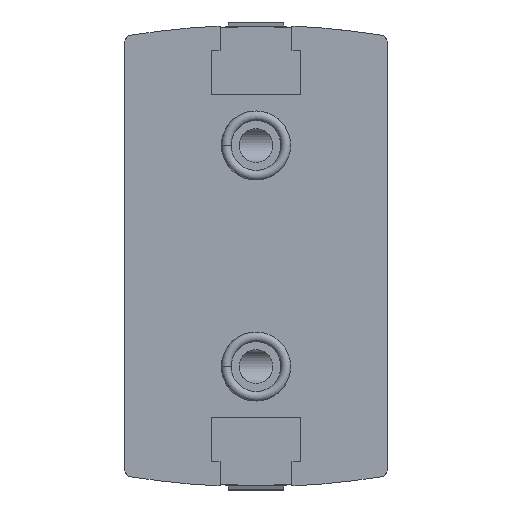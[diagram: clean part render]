
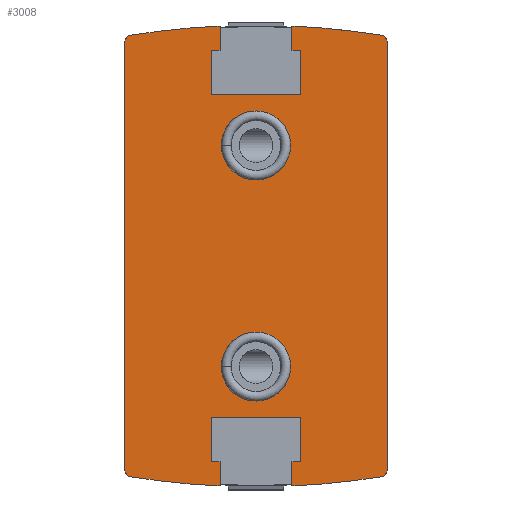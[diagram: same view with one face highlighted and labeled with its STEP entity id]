
A CAD part, front view. The second image highlights one B-rep face of the part: STEP entity #3008.
In plain terms, the highlighted planar face has unit normal (0, -1, 0).
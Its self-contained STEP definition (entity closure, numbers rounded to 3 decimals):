
#80=LINE('',#4147,#233);
#120=LINE('',#4397,#273);
#125=LINE('',#4415,#278);
#129=LINE('',#4423,#282);
#132=LINE('',#4429,#285);
#135=LINE('',#4435,#288);
#138=LINE('',#4441,#291);
#141=LINE('',#4447,#294);
#144=LINE('',#4458,#297);
#148=LINE('',#4470,#301);
#151=LINE('',#4476,#304);
#154=LINE('',#4482,#307);
#157=LINE('',#4488,#310);
#160=LINE('',#4494,#313);
#163=LINE('',#4500,#316);
#166=LINE('',#4506,#319);
#233=VECTOR('',#3428,1000.);
#273=VECTOR('',#3588,1000.);
#278=VECTOR('',#3607,1000.);
#282=VECTOR('',#3613,1000.);
#285=VECTOR('',#3618,1000.);
#288=VECTOR('',#3623,1000.);
#291=VECTOR('',#3628,1000.);
#294=VECTOR('',#3633,1000.);
#297=VECTOR('',#3646,1000.);
#301=VECTOR('',#3660,1000.);
#304=VECTOR('',#3665,1000.);
#307=VECTOR('',#3670,1000.);
#310=VECTOR('',#3675,1000.);
#313=VECTOR('',#3680,1000.);
#316=VECTOR('',#3685,1000.);
#319=VECTOR('',#3690,1000.);
#403=PLANE('',#3225);
#701=ORIENTED_EDGE('',*,*,#1249,.F.);
#702=ORIENTED_EDGE('',*,*,#1250,.F.);
#703=ORIENTED_EDGE('',*,*,#1177,.F.);
#704=ORIENTED_EDGE('',*,*,#1242,.F.);
#705=ORIENTED_EDGE('',*,*,#1238,.F.);
#706=ORIENTED_EDGE('',*,*,#1235,.F.);
#707=ORIENTED_EDGE('',*,*,#1232,.F.);
#708=ORIENTED_EDGE('',*,*,#1229,.F.);
#709=ORIENTED_EDGE('',*,*,#1226,.F.);
#710=ORIENTED_EDGE('',*,*,#1223,.F.);
#711=ORIENTED_EDGE('',*,*,#1220,.F.);
#712=ORIENTED_EDGE('',*,*,#1218,.F.);
#713=ORIENTED_EDGE('',*,*,#1216,.F.);
#714=ORIENTED_EDGE('',*,*,#1214,.F.);
#715=ORIENTED_EDGE('',*,*,#1210,.F.);
#716=ORIENTED_EDGE('',*,*,#1099,.F.);
#717=ORIENTED_EDGE('',*,*,#1088,.F.);
#718=ORIENTED_EDGE('',*,*,#1208,.F.);
#719=ORIENTED_EDGE('',*,*,#1205,.F.);
#720=ORIENTED_EDGE('',*,*,#1202,.F.);
#721=ORIENTED_EDGE('',*,*,#1199,.F.);
#722=ORIENTED_EDGE('',*,*,#1196,.F.);
#723=ORIENTED_EDGE('',*,*,#1192,.F.);
#724=ORIENTED_EDGE('',*,*,#1189,.F.);
#725=ORIENTED_EDGE('',*,*,#1186,.F.);
#726=ORIENTED_EDGE('',*,*,#1183,.F.);
#1088=EDGE_CURVE('',#1397,#1398,#80,.T.);
#1099=EDGE_CURVE('',#1398,#1407,#1612,.T.);
#1177=EDGE_CURVE('',#1464,#1465,#1645,.T.);
#1183=EDGE_CURVE('',#1465,#1470,#120,.T.);
#1186=EDGE_CURVE('',#1470,#1472,#1649,.T.);
#1189=EDGE_CURVE('',#1472,#1474,#1651,.T.);
#1192=EDGE_CURVE('',#1474,#1476,#125,.T.);
#1196=EDGE_CURVE('',#1476,#1479,#129,.T.);
#1199=EDGE_CURVE('',#1479,#1481,#132,.T.);
#1202=EDGE_CURVE('',#1481,#1483,#135,.T.);
#1205=EDGE_CURVE('',#1483,#1485,#138,.T.);
#1208=EDGE_CURVE('',#1485,#1397,#141,.T.);
#1210=EDGE_CURVE('',#1407,#1487,#1653,.T.);
#1214=EDGE_CURVE('',#1487,#1490,#144,.T.);
#1216=EDGE_CURVE('',#1490,#1491,#1656,.T.);
#1218=EDGE_CURVE('',#1491,#1492,#1657,.T.);
#1220=EDGE_CURVE('',#1492,#1493,#148,.T.);
#1223=EDGE_CURVE('',#1493,#1495,#151,.T.);
#1226=EDGE_CURVE('',#1495,#1497,#154,.T.);
#1229=EDGE_CURVE('',#1497,#1499,#157,.T.);
#1232=EDGE_CURVE('',#1499,#1501,#160,.T.);
#1235=EDGE_CURVE('',#1501,#1503,#163,.T.);
#1238=EDGE_CURVE('',#1503,#1505,#166,.T.);
#1242=EDGE_CURVE('',#1505,#1464,#1658,.T.);
#1249=EDGE_CURVE('',#1512,#1512,#1664,.T.);
#1250=EDGE_CURVE('',#1513,#1513,#1665,.T.);
#1397=VERTEX_POINT('',#4146);
#1398=VERTEX_POINT('',#4148);
#1407=VERTEX_POINT('',#4169);
#1464=VERTEX_POINT('',#4385);
#1465=VERTEX_POINT('',#4386);
#1470=VERTEX_POINT('',#4398);
#1472=VERTEX_POINT('',#4404);
#1474=VERTEX_POINT('',#4410);
#1476=VERTEX_POINT('',#4416);
#1479=VERTEX_POINT('',#4424);
#1481=VERTEX_POINT('',#4430);
#1483=VERTEX_POINT('',#4436);
#1485=VERTEX_POINT('',#4442);
#1487=VERTEX_POINT('',#4451);
#1490=VERTEX_POINT('',#4459);
#1491=VERTEX_POINT('',#4463);
#1492=VERTEX_POINT('',#4467);
#1493=VERTEX_POINT('',#4471);
#1495=VERTEX_POINT('',#4477);
#1497=VERTEX_POINT('',#4483);
#1499=VERTEX_POINT('',#4489);
#1501=VERTEX_POINT('',#4495);
#1503=VERTEX_POINT('',#4501);
#1505=VERTEX_POINT('',#4507);
#1512=VERTEX_POINT('',#4528);
#1513=VERTEX_POINT('',#4530);
#1612=CIRCLE('',#3132,57.);
#1645=CIRCLE('',#3184,0.5);
#1649=CIRCLE('',#3190,0.5);
#1651=CIRCLE('',#3193,57.);
#1653=CIRCLE('',#3202,0.5);
#1656=CIRCLE('',#3207,0.5);
#1657=CIRCLE('',#3209,57.);
#1658=CIRCLE('',#3218,57.);
#1664=CIRCLE('',#3226,2.5);
#1665=CIRCLE('',#3227,2.5);
#1791=EDGE_LOOP('',(#701));
#1792=EDGE_LOOP('',(#702));
#1793=EDGE_LOOP('',(#703,#704,#705,#706,#707,#708,#709,#710,#711,#712,#713,
#714,#715,#716,#717,#718,#719,#720,#721,#722,#723,#724,#725,#726));
#1992=FACE_BOUND('',#1791,.T.);
#1993=FACE_BOUND('',#1792,.T.);
#1994=FACE_BOUND('',#1793,.T.);
#3008=ADVANCED_FACE('',(#1992,#1993,#1994),#403,.F.);
#3132=AXIS2_PLACEMENT_3D('',#4168,#3443,#3444);
#3184=AXIS2_PLACEMENT_3D('',#4384,#3576,#3577);
#3190=AXIS2_PLACEMENT_3D('',#4403,#3593,#3594);
#3193=AXIS2_PLACEMENT_3D('',#4409,#3600,#3601);
#3202=AXIS2_PLACEMENT_3D('',#4450,#3637,#3638);
#3207=AXIS2_PLACEMENT_3D('',#4462,#3650,#3651);
#3209=AXIS2_PLACEMENT_3D('',#4466,#3655,#3656);
#3218=AXIS2_PLACEMENT_3D('',#4514,#3696,#3697);
#3225=AXIS2_PLACEMENT_3D('',#4526,#3711,#3712);
#3226=AXIS2_PLACEMENT_3D('',#4527,#3713,#3714);
#3227=AXIS2_PLACEMENT_3D('',#4529,#3715,#3716);
#3428=DIRECTION('',(0.,0.,1.));
#3443=DIRECTION('',(0.,1.,0.));
#3444=DIRECTION('',(1.,0.,0.));
#3576=DIRECTION('',(0.,1.,0.));
#3577=DIRECTION('',(1.,0.,0.));
#3588=DIRECTION('',(0.,0.,1.));
#3593=DIRECTION('',(0.,1.,0.));
#3594=DIRECTION('',(1.,0.,0.));
#3600=DIRECTION('',(0.,1.,0.));
#3601=DIRECTION('',(1.,0.,0.));
#3607=DIRECTION('',(0.,0.,-1.));
#3613=DIRECTION('',(-1.,0.,0.));
#3618=DIRECTION('',(0.,0.,-1.));
#3623=DIRECTION('',(1.,0.,0.));
#3628=DIRECTION('',(0.,0.,1.));
#3633=DIRECTION('',(-1.,0.,0.));
#3637=DIRECTION('',(0.,1.,0.));
#3638=DIRECTION('',(1.,0.,0.));
#3646=DIRECTION('',(0.,0.,-1.));
#3650=DIRECTION('',(0.,1.,0.));
#3651=DIRECTION('',(1.,0.,0.));
#3655=DIRECTION('',(0.,1.,0.));
#3656=DIRECTION('',(1.,0.,0.));
#3660=DIRECTION('',(0.,0.,1.));
#3665=DIRECTION('',(1.,0.,0.));
#3670=DIRECTION('',(0.,0.,1.));
#3675=DIRECTION('',(-1.,0.,0.));
#3680=DIRECTION('',(0.,0.,-1.));
#3685=DIRECTION('',(1.,0.,0.));
#3690=DIRECTION('',(0.,0.,-1.));
#3696=DIRECTION('',(0.,1.,0.));
#3697=DIRECTION('',(1.,0.,0.));
#3711=DIRECTION('',(0.,1.,0.));
#3712=DIRECTION('',(0.,0.,1.));
#3713=DIRECTION('',(0.,-1.,0.));
#3714=DIRECTION('',(0.,0.,-1.));
#3715=DIRECTION('',(0.,-1.,0.));
#3716=DIRECTION('',(0.,0.,-1.));
#4146=CARTESIAN_POINT('',(2.6,0.,14.9));
#4147=CARTESIAN_POINT('',(2.6,0.,14.9));
#4148=CARTESIAN_POINT('',(2.6,0.,16.641));
#4168=CARTESIAN_POINT('',(0.,0.,-40.3));
#4169=CARTESIAN_POINT('',(9.08,0.,15.972));
#4384=CARTESIAN_POINT('',(-9.,0.,-15.479));
#4385=CARTESIAN_POINT('',(-9.08,0.,-15.972));
#4386=CARTESIAN_POINT('',(-9.5,0.,-15.479));
#4397=CARTESIAN_POINT('',(-9.5,0.,-15.479));
#4398=CARTESIAN_POINT('',(-9.5,0.,15.479));
#4403=CARTESIAN_POINT('',(-9.,0.,15.479));
#4404=CARTESIAN_POINT('',(-9.08,0.,15.972));
#4409=CARTESIAN_POINT('',(0.,0.,-40.3));
#4410=CARTESIAN_POINT('',(-2.6,0.,16.641));
#4415=CARTESIAN_POINT('',(-2.6,0.,16.641));
#4416=CARTESIAN_POINT('',(-2.6,0.,14.9));
#4423=CARTESIAN_POINT('',(-2.6,0.,14.9));
#4424=CARTESIAN_POINT('',(-3.25,0.,14.9));
#4429=CARTESIAN_POINT('',(-3.25,0.,14.9));
#4430=CARTESIAN_POINT('',(-3.25,0.,11.7));
#4435=CARTESIAN_POINT('',(-3.25,0.,11.7));
#4436=CARTESIAN_POINT('',(3.25,0.,11.7));
#4441=CARTESIAN_POINT('',(3.25,0.,11.7));
#4442=CARTESIAN_POINT('',(3.25,0.,14.9));
#4447=CARTESIAN_POINT('',(3.25,0.,14.9));
#4450=CARTESIAN_POINT('',(9.,0.,15.479));
#4451=CARTESIAN_POINT('',(9.5,0.,15.479));
#4458=CARTESIAN_POINT('',(9.5,0.,15.479));
#4459=CARTESIAN_POINT('',(9.5,0.,-15.479));
#4462=CARTESIAN_POINT('',(9.,0.,-15.479));
#4463=CARTESIAN_POINT('',(9.08,0.,-15.972));
#4466=CARTESIAN_POINT('',(0.,0.,40.3));
#4467=CARTESIAN_POINT('',(2.6,0.,-16.641));
#4470=CARTESIAN_POINT('',(2.6,0.,-16.641));
#4471=CARTESIAN_POINT('',(2.6,0.,-14.9));
#4476=CARTESIAN_POINT('',(2.6,0.,-14.9));
#4477=CARTESIAN_POINT('',(3.25,0.,-14.9));
#4482=CARTESIAN_POINT('',(3.25,0.,-14.9));
#4483=CARTESIAN_POINT('',(3.25,0.,-11.7));
#4488=CARTESIAN_POINT('',(3.25,0.,-11.7));
#4489=CARTESIAN_POINT('',(-3.25,0.,-11.7));
#4494=CARTESIAN_POINT('',(-3.25,0.,-11.7));
#4495=CARTESIAN_POINT('',(-3.25,0.,-14.9));
#4500=CARTESIAN_POINT('',(-3.25,0.,-14.9));
#4501=CARTESIAN_POINT('',(-2.6,0.,-14.9));
#4506=CARTESIAN_POINT('',(-2.6,0.,-14.9));
#4507=CARTESIAN_POINT('',(-2.6,0.,-16.641));
#4514=CARTESIAN_POINT('',(0.,0.,40.3));
#4526=CARTESIAN_POINT('',(-9.,0.,-15.479));
#4527=CARTESIAN_POINT('',(0.,0.,-8.));
#4528=CARTESIAN_POINT('',(0.,0.,-10.5));
#4529=CARTESIAN_POINT('',(0.,0.,8.));
#4530=CARTESIAN_POINT('',(0.,0.,5.5));
